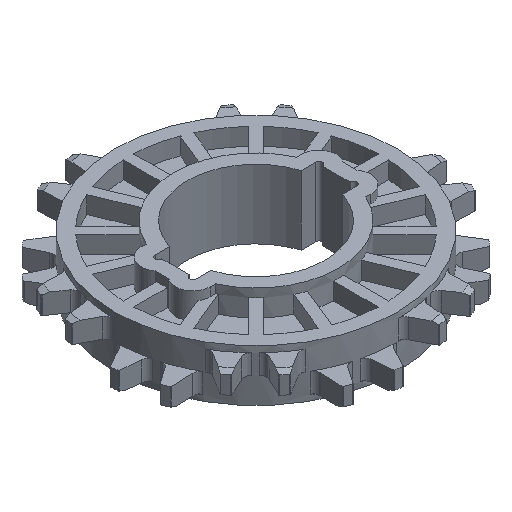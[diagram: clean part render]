
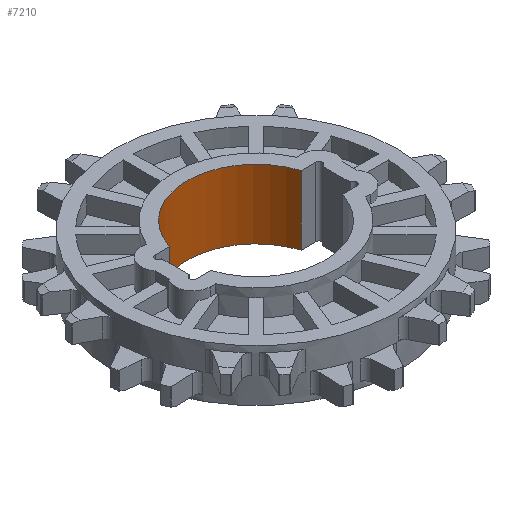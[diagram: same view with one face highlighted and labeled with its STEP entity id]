
A CAD part, isometric view. The second image highlights one B-rep face of the part: STEP entity #7210.
In plain terms, the highlighted cylindrical face has radius 20 mm (diameter 40 mm), a partial arc.
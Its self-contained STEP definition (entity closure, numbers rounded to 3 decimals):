
#185 = EDGE_CURVE ( 'NONE', #7522, #12315, #2396, .T. ) ;
#242 = EDGE_LOOP ( 'NONE', ( #5396, #3244, #7340, #12880 ) ) ;
#314 = CARTESIAN_POINT ( 'NONE',  ( -19.079, 6., 10. ) ) ;
#1263 = CARTESIAN_POINT ( 'NONE',  ( -19.079, 6., -10. ) ) ;
#1385 = DIRECTION ( 'NONE',  ( 0., 0., 1. ) ) ;
#1526 = AXIS2_PLACEMENT_3D ( 'NONE', #1689, #2785, #9326 ) ;
#1689 = CARTESIAN_POINT ( 'NONE',  ( 0., 0., 10. ) ) ;
#2396 = CIRCLE ( 'NONE', #13402, 20. ) ;
#2785 = DIRECTION ( 'NONE',  ( 0., 0., -1. ) ) ;
#3018 = LINE ( 'NONE', #8745, #11816 ) ;
#3244 = ORIENTED_EDGE ( 'NONE', *, *, #185, .F. ) ;
#3715 = DIRECTION ( 'NONE',  ( 1., 0., 0. ) ) ;
#5396 = ORIENTED_EDGE ( 'NONE', *, *, #7197, .T. ) ;
#5822 = DIRECTION ( 'NONE',  ( 0., 0., 1. ) ) ;
#5945 = FACE_OUTER_BOUND ( 'NONE', #242, .T. ) ;
#6685 = VECTOR ( 'NONE', #7060, 1000. ) ;
#6927 = CARTESIAN_POINT ( 'NONE',  ( 0., 0., 10. ) ) ;
#7000 = CARTESIAN_POINT ( 'NONE',  ( 19.079, 6., 10. ) ) ;
#7060 = DIRECTION ( 'NONE',  ( 0., 0., -1. ) ) ;
#7151 = EDGE_CURVE ( 'NONE', #11321, #14273, #12983, .T. ) ;
#7197 = EDGE_CURVE ( 'NONE', #14273, #12315, #10487, .T. ) ;
#7210 = ADVANCED_FACE ( 'NONE', ( #5945 ), #13776, .F. ) ;
#7340 = ORIENTED_EDGE ( 'NONE', *, *, #11156, .F. ) ;
#7507 = DIRECTION ( 'NONE',  ( 0., 0., -1. ) ) ;
#7522 = VERTEX_POINT ( 'NONE', #13464 ) ;
#8010 = DIRECTION ( 'NONE',  ( 1., 0., 0. ) ) ;
#8745 = CARTESIAN_POINT ( 'NONE',  ( 19.079, 6., 10. ) ) ;
#9326 = DIRECTION ( 'NONE',  ( -1., 0., 0. ) ) ;
#10487 = LINE ( 'NONE', #314, #6685 ) ;
#11156 = EDGE_CURVE ( 'NONE', #11321, #7522, #3018, .T. ) ;
#11321 = VERTEX_POINT ( 'NONE', #7000 ) ;
#11566 = CARTESIAN_POINT ( 'NONE',  ( -19.079, 6., 10. ) ) ;
#11816 = VECTOR ( 'NONE', #7507, 1000. ) ;
#12276 = AXIS2_PLACEMENT_3D ( 'NONE', #6927, #5822, #8010 ) ;
#12315 = VERTEX_POINT ( 'NONE', #1263 ) ;
#12724 = CARTESIAN_POINT ( 'NONE',  ( 0., 0., -10. ) ) ;
#12880 = ORIENTED_EDGE ( 'NONE', *, *, #7151, .T. ) ;
#12983 = CIRCLE ( 'NONE', #12276, 20. ) ;
#13402 = AXIS2_PLACEMENT_3D ( 'NONE', #12724, #1385, #3715 ) ;
#13464 = CARTESIAN_POINT ( 'NONE',  ( 19.079, 6., -10. ) ) ;
#13776 = CYLINDRICAL_SURFACE ( 'NONE', #1526, 20. ) ;
#14273 = VERTEX_POINT ( 'NONE', #11566 ) ;
